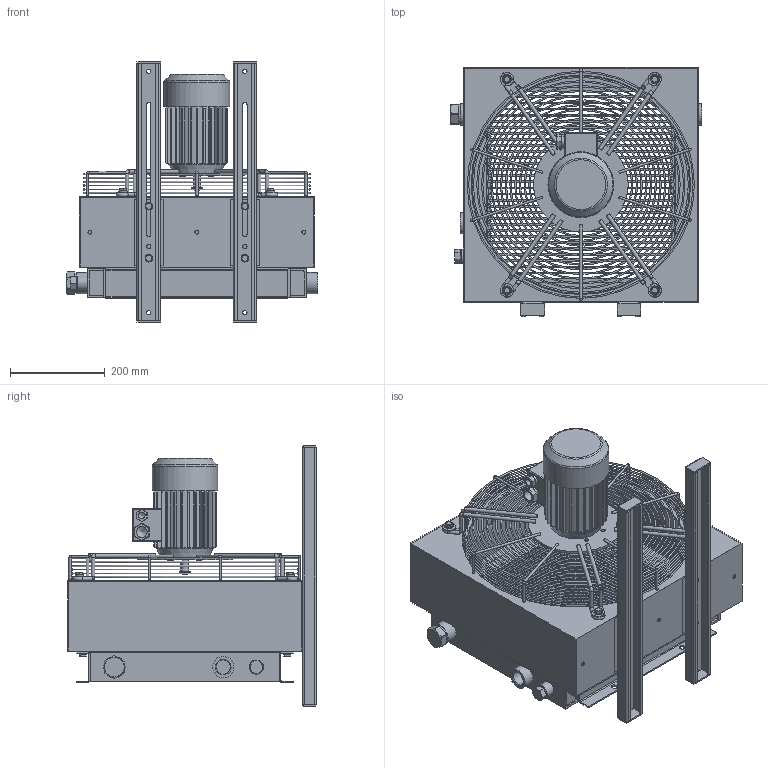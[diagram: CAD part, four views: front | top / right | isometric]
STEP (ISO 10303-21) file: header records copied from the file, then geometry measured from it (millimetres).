
FILE_DESCRIPTION((''),'2;1');
FILE_NAME('LAC2-016-6-D-00-000-0-0.stp','2008-06-05T10:52:59',('smasc'),(''),'Autodesk Inventor 2008','Autodesk Inventor 2008','');
FILE_SCHEMA(('AUTOMOTIVE_DESIGN { 1 0 10303 214 1 1 1 1 }'));
Length unit declared in the file: millimetre
Products named in the file (1): Part3
Bounding box: 530.5 x 526 x 550 mm (x, y, z)
Volume: 3753416.1 mm3; surface area: 3889179.2 mm2
Topology: 47 solids, 48 shells, 1592 faces, 3905 edges, 2408 vertices
Faces by surface type: plane 962, cylinder 277, cone 211, bspline 83, torus 31, sphere 28
Full cylindrical faces by diameter (mm): 5 x12, 6 x5, 6.4 x4, 6.5 x4, 7 x1, 8 x36, 8.4 x8, 8.88 x5, 9 x6, 11.63 x8, 12 x5, 14 x1, 16 x8, 18.631 x1, 21 x3, 22 x2, 28 x4, 28.5 x1, 30 x2, 30.291 x1, 31 x1, 35 x2, 43 x1, 45 x3, 60 x1, 70 x1, 119 x1, 139 x1, 200 x1, 461 x1
Entity records: 47850 total; most frequent: CARTESIAN_POINT 11259, DIRECTION 7140, ORIENTED_EDGE 6966, EDGE_CURVE 3483, AXIS2_PLACEMENT_3D 2601, VERTEX_POINT 2288, EDGE_LOOP 2107, VECTOR 1938
